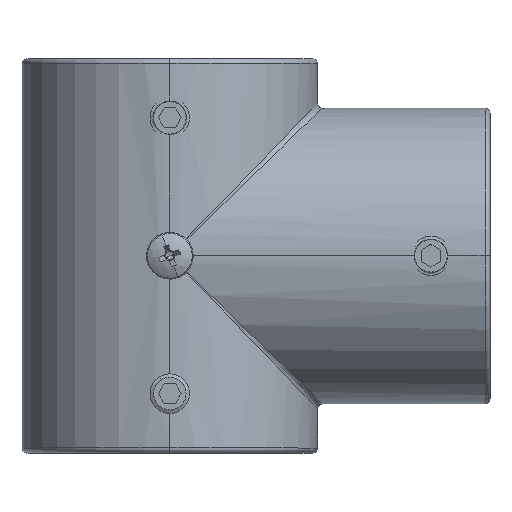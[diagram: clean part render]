
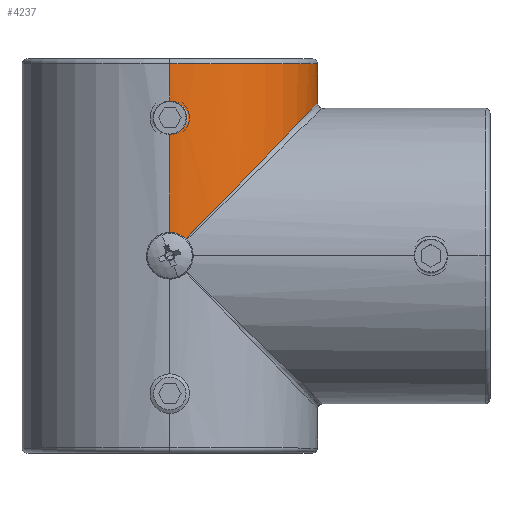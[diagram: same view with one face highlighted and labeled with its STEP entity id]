
A CAD part, top view. The second image highlights one B-rep face of the part: STEP entity #4237.
In plain terms, the highlighted cylindrical face has radius 30 mm (diameter 60 mm), a partial arc.
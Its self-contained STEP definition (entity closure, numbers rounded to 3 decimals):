
#104 = CARTESIAN_POINT ( 'NONE',  ( 0., 0., -30. ) ) ;
#138 = CARTESIAN_POINT ( 'NONE',  ( 0., 40., 0. ) ) ;
#469 = VERTEX_POINT ( 'NONE', #6011 ) ;
#470 = EDGE_CURVE ( 'NONE', #5287, #4224, #9750, .T. ) ;
#472 = CARTESIAN_POINT ( 'NONE',  ( 1.508, 31.056, 29.963 ) ) ;
#776 = CARTESIAN_POINT ( 'NONE',  ( 2.951, 26.296, 29.855 ) ) ;
#918 = CARTESIAN_POINT ( 'NONE',  ( 0., 31.4, 30. ) ) ;
#956 = CARTESIAN_POINT ( 'NONE',  ( 0.27, 2.087, 29.999 ) ) ;
#1501 = CARTESIAN_POINT ( 'NONE',  ( 2.072, 30.705, 29.929 ) ) ;
#1520 = VECTOR ( 'NONE', #8662, 1000. ) ;
#1554 =( BOUNDED_CURVE ( )  B_SPLINE_CURVE ( 3, ( #9012, #8023, #5027, #12181 ),
 .UNSPECIFIED., .F., .T. ) 
 B_SPLINE_CURVE_WITH_KNOTS ( ( 4, 4 ),
 ( 1.619, 4.712 ),
 .UNSPECIFIED. ) 
 CURVE ( )  GEOMETRIC_REPRESENTATION_ITEM ( )  RATIONAL_B_SPLINE_CURVE ( ( 1., 0.35, 0.35, 1. ) ) 
 REPRESENTATION_ITEM ( '' )  );
#1795 = CARTESIAN_POINT ( 'NONE',  ( 2.56, 25.752, 29.891 ) ) ;
#1848 = LINE ( 'NONE', #3625, #1520 ) ;
#1971 = CARTESIAN_POINT ( 'NONE',  ( 0.663, 1.997, 29.993 ) ) ;
#2024 = LINE ( 'NONE', #7037, #4416 ) ;
#2407 = EDGE_LOOP ( 'NONE', ( #3391, #8689, #3106, #11914, #10309, #12508, #12094, #5946 ) ) ;
#2524 = CARTESIAN_POINT ( 'NONE',  ( 2.56, 30.248, 29.891 ) ) ;
#2723 = DIRECTION ( 'NONE',  ( 0., -1., 0. ) ) ;
#2729 = EDGE_CURVE ( 'NONE', #12707, #3558, #5146, .T. ) ;
#2811 = CARTESIAN_POINT ( 'NONE',  ( 2.075, 25.298, 29.929 ) ) ;
#2830 = VECTOR ( 'NONE', #8813, 1000. ) ;
#2991 = CARTESIAN_POINT ( 'NONE',  ( 1.032, 1.834, 29.982 ) ) ;
#3106 = ORIENTED_EDGE ( 'NONE', *, *, #2729, .T. ) ;
#3391 = ORIENTED_EDGE ( 'NONE', *, *, #10892, .T. ) ;
#3485 = LINE ( 'NONE', #11940, #2830 ) ;
#3558 = VERTEX_POINT ( 'NONE', #7645 ) ;
#3561 = CARTESIAN_POINT ( 'NONE',  ( 2.949, 29.706, 29.855 ) ) ;
#3625 = CARTESIAN_POINT ( 'NONE',  ( 0., 40., 30. ) ) ;
#3681 = EDGE_CURVE ( 'NONE', #3558, #469, #8300, .T. ) ;
#3813 = CARTESIAN_POINT ( 'NONE',  ( 3.4, 28., 29.807 ) ) ;
#3839 = CARTESIAN_POINT ( 'NONE',  ( 0., 39., -30. ) ) ;
#3854 = CARTESIAN_POINT ( 'NONE',  ( 1.506, 24.944, 29.963 ) ) ;
#4028 = CARTESIAN_POINT ( 'NONE',  ( 1.364, 1.602, 29.969 ) ) ;
#4224 = VERTEX_POINT ( 'NONE', #6233 ) ;
#4235 = FACE_OUTER_BOUND ( 'NONE', #2407, .T. ) ;
#4237 = ADVANCED_FACE ( 'NONE', ( #4235 ), #9316, .T. ) ;
#4416 = VECTOR ( 'NONE', #8059, 1000. ) ;
#4585 = CARTESIAN_POINT ( 'NONE',  ( 3.225, 29.1, 29.826 ) ) ;
#4869 = CARTESIAN_POINT ( 'NONE',  ( 0.882, 24.709, 29.988 ) ) ;
#4998 = CARTESIAN_POINT ( 'NONE',  ( 0., 2.1, 30. ) ) ;
#5027 = CARTESIAN_POINT ( 'NONE',  ( 57.197, 59.104, -30. ) ) ;
#5146 = B_SPLINE_CURVE_WITH_KNOTS ( 'NONE', 3,
 ( #12662, #5491, #5543, #12712, #6553, #472, #7575, #1501, #8602, #2524, #9648, #3561, #10698, #4585, #11714, #5593, #12761, #6601 ),
 .UNSPECIFIED., .F., .F.,
 ( 4, 2, 2, 2, 2, 2, 2, 2, 4 ),
 ( 0.016, 0.017, 0.017, 0.018, 0.019, 0.019, 0.02, 0.021, 0.021 ),
 .UNSPECIFIED. ) ;
#5287 = VERTEX_POINT ( 'NONE', #8865 ) ;
#5491 = CARTESIAN_POINT ( 'NONE',  ( 0.225, 31.4, 30. ) ) ;
#5543 = CARTESIAN_POINT ( 'NONE',  ( 0.446, 31.378, 29.997 ) ) ;
#5593 = CARTESIAN_POINT ( 'NONE',  ( 3.378, 28.447, 29.809 ) ) ;
#5615 = VERTEX_POINT ( 'NONE', #3839 ) ;
#5758 = CARTESIAN_POINT ( 'NONE',  ( 3.4, 27.775, 29.807 ) ) ;
#5832 = CARTESIAN_POINT ( 'NONE',  ( 3.291, 27.119, 29.819 ) ) ;
#5884 = CARTESIAN_POINT ( 'NONE',  ( 0.222, 24.6, 30. ) ) ;
#5946 = ORIENTED_EDGE ( 'NONE', *, *, #10561, .F. ) ;
#6011 = CARTESIAN_POINT ( 'NONE',  ( 0., 24.6, 30. ) ) ;
#6207 = EDGE_CURVE ( 'NONE', #4224, #6421, #1554, .T. ) ;
#6233 = CARTESIAN_POINT ( 'NONE',  ( 1.46, 1.509, 29.964 ) ) ;
#6361 = AXIS2_PLACEMENT_3D ( 'NONE', #8801, #2723, #9863 ) ;
#6416 = CARTESIAN_POINT ( 'NONE',  ( 0., 39., 30. ) ) ;
#6421 = VERTEX_POINT ( 'NONE', #104 ) ;
#6553 = CARTESIAN_POINT ( 'NONE',  ( 1.096, 31.226, 29.981 ) ) ;
#6601 = CARTESIAN_POINT ( 'NONE',  ( 3.4, 28., 29.807 ) ) ;
#6629 = CIRCLE ( 'NONE', #6361, 30. ) ;
#6845 = CARTESIAN_POINT ( 'NONE',  ( 3.055, 26.491, 29.844 ) ) ;
#7037 = CARTESIAN_POINT ( 'NONE',  ( 0., 40., 30. ) ) ;
#7575 = CARTESIAN_POINT ( 'NONE',  ( 1.703, 30.951, 29.952 ) ) ;
#7645 = CARTESIAN_POINT ( 'NONE',  ( 3.4, 28., 29.807 ) ) ;
#7860 = CARTESIAN_POINT ( 'NONE',  ( 2.704, 25.926, 29.878 ) ) ;
#7933 = VERTEX_POINT ( 'NONE', #6416 ) ;
#8023 = CARTESIAN_POINT ( 'NONE',  ( 58.59, 60.543, 27.18 ) ) ;
#8041 = CARTESIAN_POINT ( 'NONE',  ( 0.533, 2.036, 29.996 ) ) ;
#8059 = DIRECTION ( 'NONE',  ( 0., -1., 0. ) ) ;
#8275 = DIRECTION ( 'NONE',  ( 0., 0., -1. ) ) ;
#8300 = B_SPLINE_CURVE_WITH_KNOTS ( 'NONE', 3,
 ( #3813, #5758, #11983, #5832, #12997, #6845, #776, #7860, #1795, #8905, #2811, #9947, #3854, #10981, #4869, #12020, #5884, #13043 ),
 .UNSPECIFIED., .F., .F.,
 ( 4, 2, 2, 2, 2, 2, 2, 2, 4 ),
 ( 0., 0.001, 0.001, 0.002, 0.003, 0.003, 0.004, 0.005, 0.005 ),
 .UNSPECIFIED. ) ;
#8602 = CARTESIAN_POINT ( 'NONE',  ( 2.247, 30.561, 29.916 ) ) ;
#8662 = DIRECTION ( 'NONE',  ( 0., -1., 0. ) ) ;
#8689 = ORIENTED_EDGE ( 'NONE', *, *, #11885, .T. ) ;
#8801 = CARTESIAN_POINT ( 'NONE',  ( 0., 39., 0. ) ) ;
#8813 = DIRECTION ( 'NONE',  ( 0., -1., 0. ) ) ;
#8865 = CARTESIAN_POINT ( 'NONE',  ( 0., 2.1, 30. ) ) ;
#8905 = CARTESIAN_POINT ( 'NONE',  ( 2.246, 25.438, 29.916 ) ) ;
#9012 = CARTESIAN_POINT ( 'NONE',  ( 1.46, 1.509, 29.964 ) ) ;
#9080 = CARTESIAN_POINT ( 'NONE',  ( 0.913, 1.896, 29.986 ) ) ;
#9316 = CYLINDRICAL_SURFACE ( 'NONE', #10703, 30. ) ;
#9648 = CARTESIAN_POINT ( 'NONE',  ( 2.701, 30.078, 29.878 ) ) ;
#9750 = B_SPLINE_CURVE_WITH_KNOTS ( 'NONE', 3,
 ( #4998, #13167, #956, #8041, #1971, #9080, #2991, #10125, #4028, #11158 ),
 .UNSPECIFIED., .F., .F.,
 ( 4, 2, 2, 2, 4 ),
 ( 0.01, 0.01, 0.011, 0.011, 0.011 ),
 .UNSPECIFIED. ) ;
#9863 = DIRECTION ( 'NONE',  ( 0., 0., 1. ) ) ;
#9947 = CARTESIAN_POINT ( 'NONE',  ( 1.703, 25.049, 29.952 ) ) ;
#10125 = CARTESIAN_POINT ( 'NONE',  ( 1.257, 1.688, 29.974 ) ) ;
#10309 = ORIENTED_EDGE ( 'NONE', *, *, #12924, .T. ) ;
#10561 = EDGE_CURVE ( 'NONE', #5615, #6421, #3485, .T. ) ;
#10698 = CARTESIAN_POINT ( 'NONE',  ( 3.055, 29.509, 29.844 ) ) ;
#10703 = AXIS2_PLACEMENT_3D ( 'NONE', #138, #11594, #8275 ) ;
#10892 = EDGE_CURVE ( 'NONE', #5615, #7933, #6629, .T. ) ;
#10981 = CARTESIAN_POINT ( 'NONE',  ( 1.097, 24.774, 29.981 ) ) ;
#11158 = CARTESIAN_POINT ( 'NONE',  ( 1.46, 1.509, 29.964 ) ) ;
#11594 = DIRECTION ( 'NONE',  ( 0., -1., 0. ) ) ;
#11714 = CARTESIAN_POINT ( 'NONE',  ( 3.29, 28.886, 29.819 ) ) ;
#11885 = EDGE_CURVE ( 'NONE', #7933, #12707, #2024, .T. ) ;
#11914 = ORIENTED_EDGE ( 'NONE', *, *, #3681, .T. ) ;
#11940 = CARTESIAN_POINT ( 'NONE',  ( 0., 40., -30. ) ) ;
#11983 = CARTESIAN_POINT ( 'NONE',  ( 3.378, 27.554, 29.809 ) ) ;
#12020 = CARTESIAN_POINT ( 'NONE',  ( 0.443, 24.622, 29.998 ) ) ;
#12094 = ORIENTED_EDGE ( 'NONE', *, *, #6207, .T. ) ;
#12181 = CARTESIAN_POINT ( 'NONE',  ( 0., 0., -30. ) ) ;
#12508 = ORIENTED_EDGE ( 'NONE', *, *, #470, .T. ) ;
#12662 = CARTESIAN_POINT ( 'NONE',  ( 0., 31.4, 30. ) ) ;
#12707 = VERTEX_POINT ( 'NONE', #918 ) ;
#12712 = CARTESIAN_POINT ( 'NONE',  ( 0.88, 31.292, 29.988 ) ) ;
#12761 = CARTESIAN_POINT ( 'NONE',  ( 3.4, 28.225, 29.807 ) ) ;
#12924 = EDGE_CURVE ( 'NONE', #469, #5287, #1848, .T. ) ;
#12997 = CARTESIAN_POINT ( 'NONE',  ( 3.226, 26.903, 29.826 ) ) ;
#13043 = CARTESIAN_POINT ( 'NONE',  ( 0., 24.6, 30. ) ) ;
#13167 = CARTESIAN_POINT ( 'NONE',  ( 0.136, 2.1, 30. ) ) ;
